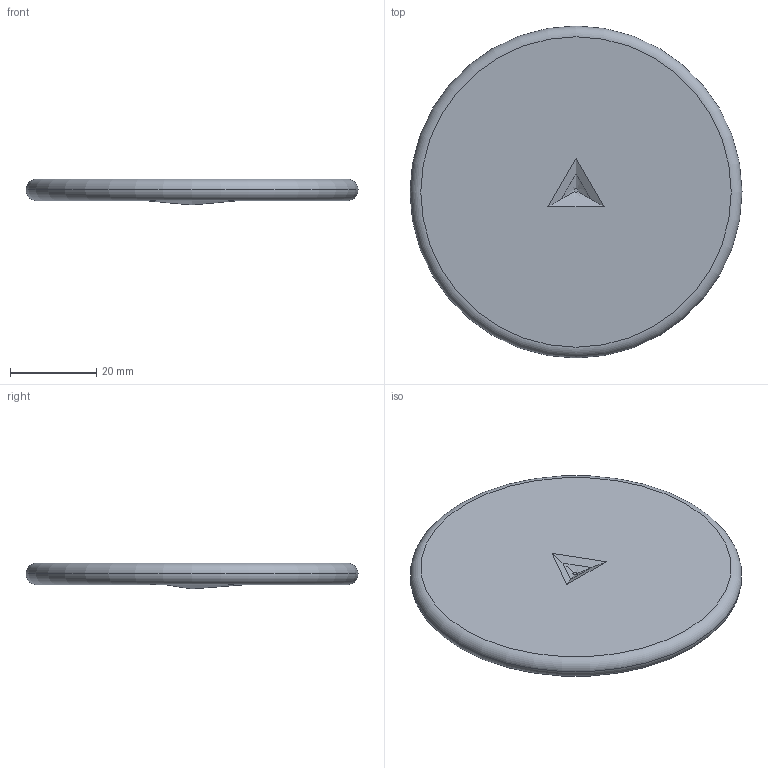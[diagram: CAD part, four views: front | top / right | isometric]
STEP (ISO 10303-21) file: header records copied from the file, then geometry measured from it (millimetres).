
FILE_DESCRIPTION(/* description */ (''),/* implementation_level */ '2;1');
FILE_NAME(/* name */ 'b10010ae-8446-4ca6-9f0a-1d9b9a66a3d3.stp',/* time_stamp */ '2021-04-29T18:01:35+00:00',/* author */ (''),/* organization */ (''),/* preprocessor_version */ 'ST-DEVELOPER v18.1',/* originating_system */ 'Autodesk Translation Framework v10.6.0.1341',/* authorisation */ '');
FILE_SCHEMA (('AUTOMOTIVE_DESIGN { 1 0 10303 214 3 1 1 }'));
Length unit declared in the file: millimetre
Products named in the file (2): SAMPLE FOR 3D PRINTING & CNC MACHINING; Component5
Assembly tree (1 placements, depth 2):
  SAMPLE FOR 3D PRINTING & CNC MACHINING
    Component5
Bounding box: 77 x 77 x 6 mm (x, y, z)
Surface area: 10050.8 mm2 (no closed solid volume)
Topology: 0 solids, 4 shells, 18 faces, 40 edges, 26 vertices
Faces by surface type: plane 13, bspline 3, torus 2
Entity records: 606 total; most frequent: CARTESIAN_POINT 156, DIRECTION 86, ORIENTED_EDGE 68, EDGE_CURVE 40, LINE 30, VECTOR 30, AXIS2_PLACEMENT_3D 28, VERTEX_POINT 26
